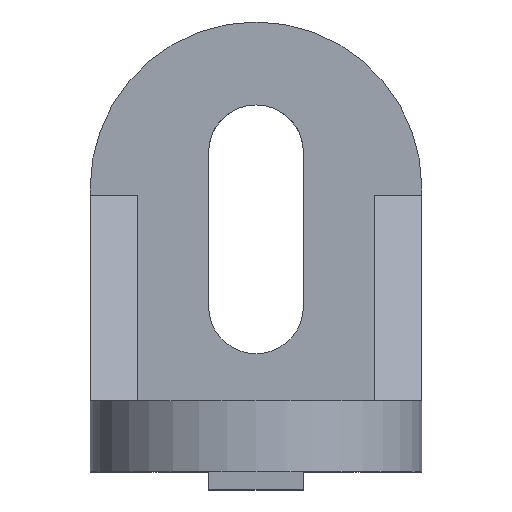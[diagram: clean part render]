
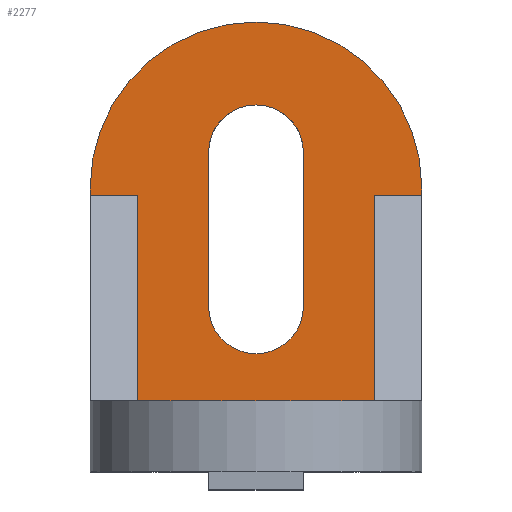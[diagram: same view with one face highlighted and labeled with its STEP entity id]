
A CAD part, top view. The second image highlights one B-rep face of the part: STEP entity #2277.
In plain terms, the highlighted planar face has unit normal (0, 0, 1).
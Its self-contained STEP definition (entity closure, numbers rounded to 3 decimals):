
#111=CIRCLE('',#2461,14.);
#112=CIRCLE('',#2463,4.);
#113=CIRCLE('',#2464,4.);
#290=ORIENTED_EDGE('',*,*,#959,.F.);
#291=ORIENTED_EDGE('',*,*,#960,.F.);
#292=ORIENTED_EDGE('',*,*,#961,.F.);
#293=ORIENTED_EDGE('',*,*,#962,.F.);
#294=ORIENTED_EDGE('',*,*,#952,.T.);
#295=ORIENTED_EDGE('',*,*,#949,.F.);
#296=ORIENTED_EDGE('',*,*,#963,.F.);
#297=ORIENTED_EDGE('',*,*,#941,.F.);
#298=ORIENTED_EDGE('',*,*,#964,.T.);
#299=ORIENTED_EDGE('',*,*,#965,.F.);
#300=ORIENTED_EDGE('',*,*,#956,.F.);
#301=ORIENTED_EDGE('',*,*,#958,.F.);
#941=EDGE_CURVE('',#1279,#1280,#1468,.T.);
#949=EDGE_CURVE('',#1286,#1287,#1474,.T.);
#952=EDGE_CURVE('',#1288,#1287,#1477,.T.);
#956=EDGE_CURVE('',#1289,#1290,#1481,.T.);
#958=EDGE_CURVE('',#1288,#1289,#111,.T.);
#959=EDGE_CURVE('',#1291,#1292,#1483,.T.);
#960=EDGE_CURVE('',#1293,#1291,#112,.T.);
#961=EDGE_CURVE('',#1294,#1293,#1484,.T.);
#962=EDGE_CURVE('',#1292,#1294,#113,.T.);
#963=EDGE_CURVE('',#1280,#1286,#1485,.T.);
#964=EDGE_CURVE('',#1279,#1295,#1486,.T.);
#965=EDGE_CURVE('',#1290,#1295,#1487,.T.);
#1279=VERTEX_POINT('',#3510);
#1280=VERTEX_POINT('',#3512);
#1286=VERTEX_POINT('',#3526);
#1287=VERTEX_POINT('',#3528);
#1288=VERTEX_POINT('',#3533);
#1289=VERTEX_POINT('',#3538);
#1290=VERTEX_POINT('',#3540);
#1291=VERTEX_POINT('',#3546);
#1292=VERTEX_POINT('',#3547);
#1293=VERTEX_POINT('',#3549);
#1294=VERTEX_POINT('',#3551);
#1295=VERTEX_POINT('',#3555);
#1468=LINE('',#3511,#1722);
#1474=LINE('',#3527,#1728);
#1477=LINE('',#3532,#1731);
#1481=LINE('',#3539,#1735);
#1483=LINE('',#3545,#1737);
#1484=LINE('',#3550,#1738);
#1485=LINE('',#3553,#1739);
#1486=LINE('',#3554,#1740);
#1487=LINE('',#3556,#1741);
#1722=VECTOR('',#2776,1000.);
#1728=VECTOR('',#2788,1000.);
#1731=VECTOR('',#2793,1000.);
#1735=VECTOR('',#2799,1000.);
#1737=VECTOR('',#2807,1000.);
#1738=VECTOR('',#2810,1000.);
#1739=VECTOR('',#2813,1000.);
#1740=VECTOR('',#2814,1000.);
#1741=VECTOR('',#2815,1000.);
#1930=EDGE_LOOP('',(#290,#291,#292,#293));
#1931=EDGE_LOOP('',(#294,#295,#296,#297,#298,#299,#300,#301));
#2066=FACE_BOUND('',#1930,.T.);
#2067=FACE_BOUND('',#1931,.T.);
#2194=PLANE('',#2462);
#2277=ADVANCED_FACE('',(#2066,#2067),#2194,.F.);
#2461=AXIS2_PLACEMENT_3D('',#3543,#2803,#2804);
#2462=AXIS2_PLACEMENT_3D('',#3544,#2805,#2806);
#2463=AXIS2_PLACEMENT_3D('',#3548,#2808,#2809);
#2464=AXIS2_PLACEMENT_3D('',#3552,#2811,#2812);
#2776=DIRECTION('',(-1.,0.,0.));
#2788=DIRECTION('',(-1.,0.,0.));
#2793=DIRECTION('',(0.,-1.,0.));
#2799=DIRECTION('',(0.,-1.,0.));
#2803=DIRECTION('',(0.,0.,-1.));
#2804=DIRECTION('',(-1.,0.,0.));
#2805=DIRECTION('',(0.,0.,-1.));
#2806=DIRECTION('',(-1.,0.,0.));
#2807=DIRECTION('',(0.,-1.,0.));
#2808=DIRECTION('',(0.,0.,1.));
#2809=DIRECTION('',(1.,0.,0.));
#2810=DIRECTION('',(0.,1.,0.));
#2811=DIRECTION('',(0.,0.,1.));
#2812=DIRECTION('',(1.,0.,0.));
#2813=DIRECTION('',(0.,1.,0.));
#2814=DIRECTION('',(0.,1.,0.));
#2815=DIRECTION('',(-1.,0.,0.));
#3510=CARTESIAN_POINT('',(10.,6.,6.));
#3511=CARTESIAN_POINT('',(10.,6.,6.));
#3512=CARTESIAN_POINT('',(-10.,6.,6.));
#3526=CARTESIAN_POINT('',(-10.,23.363,6.));
#3527=CARTESIAN_POINT('',(14.,23.363,6.));
#3528=CARTESIAN_POINT('',(-14.,23.363,6.));
#3532=CARTESIAN_POINT('',(-14.,38.,6.));
#3533=CARTESIAN_POINT('',(-14.,24.,6.));
#3538=CARTESIAN_POINT('',(14.,24.,6.));
#3539=CARTESIAN_POINT('',(14.,38.,6.));
#3540=CARTESIAN_POINT('',(14.,23.363,6.));
#3543=CARTESIAN_POINT('',(0.,24.,6.));
#3544=CARTESIAN_POINT('',(14.,38.,6.));
#3545=CARTESIAN_POINT('',(-4.,27.,6.));
#3546=CARTESIAN_POINT('',(-4.,27.,6.));
#3547=CARTESIAN_POINT('',(-4.,14.,6.));
#3548=CARTESIAN_POINT('',(0.,27.,6.));
#3549=CARTESIAN_POINT('',(4.,27.,6.));
#3550=CARTESIAN_POINT('',(4.,14.,6.));
#3551=CARTESIAN_POINT('',(4.,14.,6.));
#3552=CARTESIAN_POINT('',(0.,14.,6.));
#3553=CARTESIAN_POINT('',(-10.,6.,6.));
#3554=CARTESIAN_POINT('',(10.,6.,6.));
#3555=CARTESIAN_POINT('',(10.,23.363,6.));
#3556=CARTESIAN_POINT('',(14.,23.363,6.));
